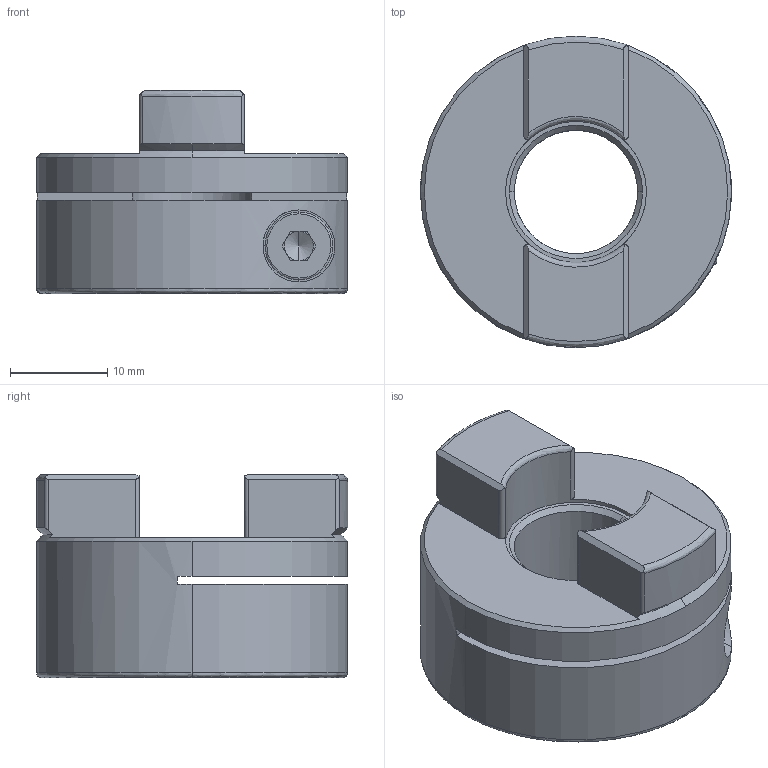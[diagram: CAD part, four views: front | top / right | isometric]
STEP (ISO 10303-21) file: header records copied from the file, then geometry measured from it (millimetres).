
FILE_DESCRIPTION (( 'STEP AP203' ), '1' );
FILE_NAME ('SOH-32C-12.7.step', '2021-05-12T16:43:58', ( '' ), ( '' ), 'SwSTEP 2.0', 'SolidWorks 2021', '' );
FILE_SCHEMA (( 'CONFIG_CONTROL_DESIGN' ));
Length unit declared in the file: inch
Products named in the file (1): SOH-32C-12.7
Bounding box: 32 x 32 x 20.9 mm (x, y, z)
Volume: 10363.1 mm3; surface area: 5335.6 mm2
Topology: 2 solids, 2 shells, 99 faces, 262 edges, 167 vertices
Faces by surface type: plane 39, cylinder 33, cone 15, bspline 12
Entity records: 3644 total; most frequent: CARTESIAN_POINT 1210, ORIENTED_EDGE 520, DIRECTION 470, EDGE_CURVE 260, AXIS2_PLACEMENT_3D 182, VERTEX_POINT 167, EDGE_LOOP 107, LINE 106
